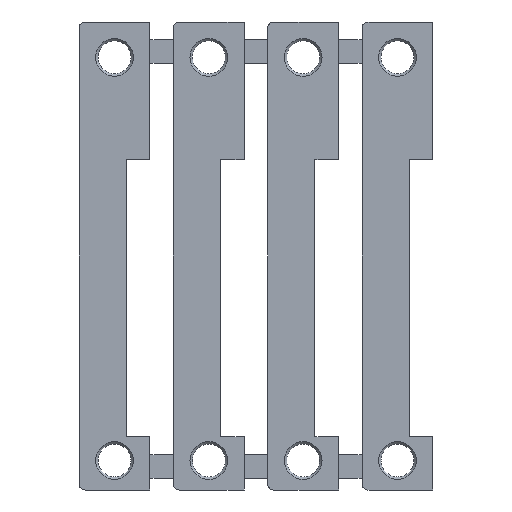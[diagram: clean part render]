
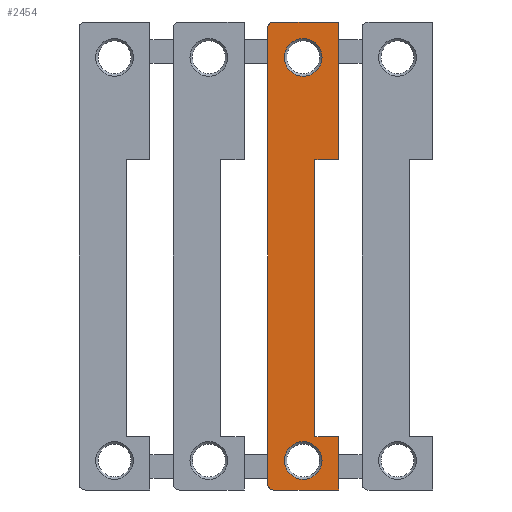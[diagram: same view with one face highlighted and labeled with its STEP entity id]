
A CAD part, front view. The second image highlights one B-rep face of the part: STEP entity #2454.
In plain terms, the highlighted planar face has unit normal (0, -1, 0).
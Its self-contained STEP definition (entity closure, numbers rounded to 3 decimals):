
#18 = ORIENTED_EDGE ( 'NONE', *, *, #1770, .F. ) ;
#22 = ORIENTED_EDGE ( 'NONE', *, *, #2909, .T. ) ;
#30 = EDGE_LOOP ( 'NONE', ( #2099, #1396 ) ) ;
#49 = VERTEX_POINT ( 'NONE', #2047 ) ;
#106 = AXIS2_PLACEMENT_3D ( 'NONE', #2504, #1655, #1355 ) ;
#145 = CARTESIAN_POINT ( 'NONE',  ( 13., 0., -35.6 ) ) ;
#163 = VECTOR ( 'NONE', #1557, 1000. ) ;
#196 = VERTEX_POINT ( 'NONE', #559 ) ;
#204 = DIRECTION ( 'NONE',  ( 0., 1., 0. ) ) ;
#232 = CIRCLE ( 'NONE', #1961, 1.6 ) ;
#298 = DIRECTION ( 'NONE',  ( -1., 0., 0. ) ) ;
#304 = DIRECTION ( 'NONE',  ( 0., 0., 1. ) ) ;
#306 = EDGE_CURVE ( 'NONE', #49, #1347, #1255, .T. ) ;
#319 = VERTEX_POINT ( 'NONE', #3267 ) ;
#342 = VECTOR ( 'NONE', #445, 1000. ) ;
#350 = DIRECTION ( 'NONE',  ( 0., 0., 1. ) ) ;
#418 = EDGE_CURVE ( 'NONE', #3469, #3210, #1865, .T. ) ;
#437 = CARTESIAN_POINT ( 'NONE',  ( 16., 0., -39.7 ) ) ;
#439 = ORIENTED_EDGE ( 'NONE', *, *, #306, .F. ) ;
#445 = DIRECTION ( 'NONE',  ( 0., 0., -1. ) ) ;
#484 = FACE_OUTER_BOUND ( 'NONE', #3278, .T. ) ;
#496 = CARTESIAN_POINT ( 'NONE',  ( 10.5, 0., -0.5 ) ) ;
#504 = EDGE_CURVE ( 'NONE', #1997, #196, #1945, .T. ) ;
#526 = VECTOR ( 'NONE', #350, 1000. ) ;
#559 = CARTESIAN_POINT ( 'NONE',  ( 16., 0., -11.7 ) ) ;
#575 = DIRECTION ( 'NONE',  ( 0., 1., 0. ) ) ;
#633 = VECTOR ( 'NONE', #3408, 1000. ) ;
#640 = CARTESIAN_POINT ( 'NONE',  ( 14., 0., -35.2 ) ) ;
#641 = DIRECTION ( 'NONE',  ( 0., 1., 0. ) ) ;
#646 = CARTESIAN_POINT ( 'NONE',  ( 14., 0., -11.7 ) ) ;
#684 = VERTEX_POINT ( 'NONE', #3211 ) ;
#751 = VECTOR ( 'NONE', #298, 1000. ) ;
#777 = DIRECTION ( 'NONE',  ( 0., 1., 0. ) ) ;
#813 = VERTEX_POINT ( 'NONE', #3493 ) ;
#854 = DIRECTION ( 'NONE',  ( 0., -1., 0. ) ) ;
#907 = CARTESIAN_POINT ( 'NONE',  ( 16., 0., 0. ) ) ;
#919 = LINE ( 'NONE', #2069, #1720 ) ;
#995 = CARTESIAN_POINT ( 'NONE',  ( 16., 0., -35.2 ) ) ;
#1020 = CARTESIAN_POINT ( 'NONE',  ( 16., 0., 0. ) ) ;
#1040 = VECTOR ( 'NONE', #1762, 1000. ) ;
#1104 = EDGE_CURVE ( 'NONE', #3290, #684, #1721, .T. ) ;
#1128 = CARTESIAN_POINT ( 'NONE',  ( 16., 0., -35.2 ) ) ;
#1160 = CARTESIAN_POINT ( 'NONE',  ( 10., 0., 0. ) ) ;
#1189 = AXIS2_PLACEMENT_3D ( 'NONE', #1959, #777, #1634 ) ;
#1255 = LINE ( 'NONE', #2392, #1040 ) ;
#1259 = DIRECTION ( 'NONE',  ( 0., 0., 1. ) ) ;
#1288 = ORIENTED_EDGE ( 'NONE', *, *, #504, .T. ) ;
#1312 = EDGE_CURVE ( 'NONE', #813, #2897, #1471, .T. ) ;
#1343 = EDGE_CURVE ( 'NONE', #2775, #319, #3320, .T. ) ;
#1347 = VERTEX_POINT ( 'NONE', #907 ) ;
#1351 = CARTESIAN_POINT ( 'NONE',  ( 13., 0., -4.6 ) ) ;
#1355 = DIRECTION ( 'NONE',  ( 0., 0., 1. ) ) ;
#1385 = VERTEX_POINT ( 'NONE', #2339 ) ;
#1396 = ORIENTED_EDGE ( 'NONE', *, *, #1312, .T. ) ;
#1433 = CARTESIAN_POINT ( 'NONE',  ( 13., 0., -37.2 ) ) ;
#1438 = EDGE_LOOP ( 'NONE', ( #3480, #3124 ) ) ;
#1452 = ORIENTED_EDGE ( 'NONE', *, *, #418, .F. ) ;
#1471 = CIRCLE ( 'NONE', #106, 1.6 ) ;
#1484 = CIRCLE ( 'NONE', #2627, 0.5 ) ;
#1516 = EDGE_CURVE ( 'NONE', #3469, #2306, #2389, .T. ) ;
#1531 = CARTESIAN_POINT ( 'NONE',  ( 13., 0., -37.2 ) ) ;
#1541 = AXIS2_PLACEMENT_3D ( 'NONE', #496, #2499, #2517 ) ;
#1557 = DIRECTION ( 'NONE',  ( -1., 0., 0. ) ) ;
#1601 = FACE_BOUND ( 'NONE', #30, .T. ) ;
#1634 = DIRECTION ( 'NONE',  ( 0., 0., 1. ) ) ;
#1655 = DIRECTION ( 'NONE',  ( 0., 1., 0. ) ) ;
#1680 = FACE_BOUND ( 'NONE', #1438, .T. ) ;
#1706 = CARTESIAN_POINT ( 'NONE',  ( 16., 0., -11.7 ) ) ;
#1720 = VECTOR ( 'NONE', #2788, 1000. ) ;
#1721 = LINE ( 'NONE', #1160, #2371 ) ;
#1759 = CARTESIAN_POINT ( 'NONE',  ( 10.5, 0., -39.2 ) ) ;
#1762 = DIRECTION ( 'NONE',  ( 1., 0., 0. ) ) ;
#1770 = EDGE_CURVE ( 'NONE', #3210, #1385, #2334, .T. ) ;
#1776 = DIRECTION ( 'NONE',  ( 0., 0., 1. ) ) ;
#1865 = LINE ( 'NONE', #1020, #342 ) ;
#1920 = CARTESIAN_POINT ( 'NONE',  ( 13., 0., -3. ) ) ;
#1945 = LINE ( 'NONE', #1706, #633 ) ;
#1959 = CARTESIAN_POINT ( 'NONE',  ( 16., 0., 0. ) ) ;
#1961 = AXIS2_PLACEMENT_3D ( 'NONE', #1920, #204, #3062 ) ;
#1997 = VERTEX_POINT ( 'NONE', #646 ) ;
#2001 = DIRECTION ( 'NONE',  ( 0., 0., 1. ) ) ;
#2017 = EDGE_CURVE ( 'NONE', #1347, #196, #919, .T. ) ;
#2047 = CARTESIAN_POINT ( 'NONE',  ( 10.5, 0., 0. ) ) ;
#2069 = CARTESIAN_POINT ( 'NONE',  ( 16., 0., 0. ) ) ;
#2099 = ORIENTED_EDGE ( 'NONE', *, *, #2590, .T. ) ;
#2194 = ORIENTED_EDGE ( 'NONE', *, *, #2697, .T. ) ;
#2306 = VERTEX_POINT ( 'NONE', #640 ) ;
#2328 = EDGE_CURVE ( 'NONE', #2306, #1997, #3023, .T. ) ;
#2334 = LINE ( 'NONE', #3091, #751 ) ;
#2339 = CARTESIAN_POINT ( 'NONE',  ( 10.5, 0., -39.7 ) ) ;
#2347 = CARTESIAN_POINT ( 'NONE',  ( 14., 0., -11.7 ) ) ;
#2371 = VECTOR ( 'NONE', #2001, 1000. ) ;
#2389 = LINE ( 'NONE', #995, #163 ) ;
#2392 = CARTESIAN_POINT ( 'NONE',  ( 16., 0., 0. ) ) ;
#2454 = ADVANCED_FACE ( 'NONE', ( #1680, #1601, #484 ), #3079, .F. ) ;
#2499 = DIRECTION ( 'NONE',  ( 0., -1., 0. ) ) ;
#2504 = CARTESIAN_POINT ( 'NONE',  ( 13., 0., -3. ) ) ;
#2517 = DIRECTION ( 'NONE',  ( 0., 0., 1. ) ) ;
#2590 = EDGE_CURVE ( 'NONE', #2897, #813, #232, .T. ) ;
#2627 = AXIS2_PLACEMENT_3D ( 'NONE', #1759, #854, #304 ) ;
#2646 = ORIENTED_EDGE ( 'NONE', *, *, #1104, .F. ) ;
#2697 = EDGE_CURVE ( 'NONE', #3290, #1385, #1484, .T. ) ;
#2775 = VERTEX_POINT ( 'NONE', #145 ) ;
#2788 = DIRECTION ( 'NONE',  ( 0., 0., -1. ) ) ;
#2897 = VERTEX_POINT ( 'NONE', #1351 ) ;
#2907 = AXIS2_PLACEMENT_3D ( 'NONE', #1433, #575, #1776 ) ;
#2909 = EDGE_CURVE ( 'NONE', #49, #684, #3036, .T. ) ;
#2960 = ORIENTED_EDGE ( 'NONE', *, *, #1516, .T. ) ;
#2989 = ORIENTED_EDGE ( 'NONE', *, *, #2328, .T. ) ;
#3013 = ORIENTED_EDGE ( 'NONE', *, *, #2017, .F. ) ;
#3023 = LINE ( 'NONE', #2347, #526 ) ;
#3036 = CIRCLE ( 'NONE', #1541, 0.5 ) ;
#3055 = CARTESIAN_POINT ( 'NONE',  ( 10., 0., -39.2 ) ) ;
#3062 = DIRECTION ( 'NONE',  ( 0., 0., 1. ) ) ;
#3079 = PLANE ( 'NONE',  #1189 ) ;
#3091 = CARTESIAN_POINT ( 'NONE',  ( 16., 0., -39.7 ) ) ;
#3103 = CIRCLE ( 'NONE', #3222, 1.6 ) ;
#3124 = ORIENTED_EDGE ( 'NONE', *, *, #1343, .T. ) ;
#3210 = VERTEX_POINT ( 'NONE', #437 ) ;
#3211 = CARTESIAN_POINT ( 'NONE',  ( 10., 0., -0.5 ) ) ;
#3222 = AXIS2_PLACEMENT_3D ( 'NONE', #1531, #641, #1259 ) ;
#3267 = CARTESIAN_POINT ( 'NONE',  ( 13., 0., -38.8 ) ) ;
#3278 = EDGE_LOOP ( 'NONE', ( #2646, #2194, #18, #1452, #2960, #2989, #1288, #3013, #439, #22 ) ) ;
#3290 = VERTEX_POINT ( 'NONE', #3055 ) ;
#3320 = CIRCLE ( 'NONE', #2907, 1.6 ) ;
#3408 = DIRECTION ( 'NONE',  ( 1., 0., 0. ) ) ;
#3469 = VERTEX_POINT ( 'NONE', #1128 ) ;
#3480 = ORIENTED_EDGE ( 'NONE', *, *, #3545, .T. ) ;
#3493 = CARTESIAN_POINT ( 'NONE',  ( 13., 0., -1.4 ) ) ;
#3545 = EDGE_CURVE ( 'NONE', #319, #2775, #3103, .T. ) ;
